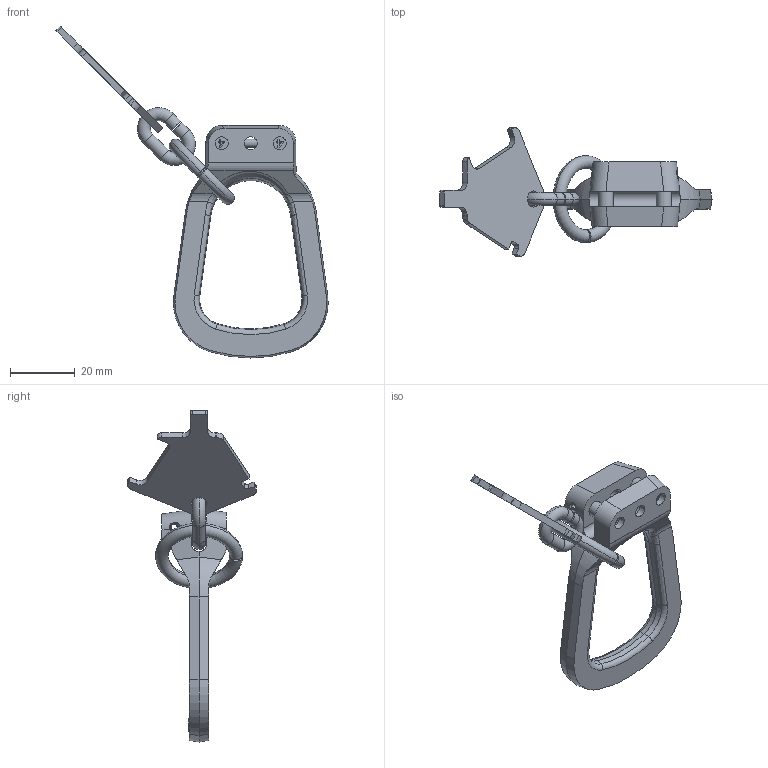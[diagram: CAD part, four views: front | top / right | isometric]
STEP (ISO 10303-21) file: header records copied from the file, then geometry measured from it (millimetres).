
FILE_DESCRIPTION((''),'2;1');
FILE_NAME('001-M31114-P-2_ASM','2004-06-04T',('jakubetz'),(''),'PRO/ENGINEER BY PARAMETRIC TECHNOLOGY CORPORATION, 2001400','PRO/ENGINEER BY PARAMETRIC TECHNOLOGY CORPORATION, 2001400','');
FILE_SCHEMA(('CONFIG_CONTROL_DESIGN'));
Length unit declared in the file: millimetre
Products named in the file (7): 001-M31111-P-1; 001-M31112-P-1; 001-M31110-P-1; 001-M31113-BA2; 001-M31047-V01; 001-M31048-V17; 001-M31114-P-2_ASM
Assembly tree (7 placements, depth 2):
  001-M31114-P-2_ASM
    001-M31111-P-1
    001-M31112-P-1
    001-M31110-P-1
    001-M31113-BA2
    001-M31047-V01  x2
    001-M31048-V17
Bounding box: 84.45 x 39.91 x 102.96 mm (x, y, z)
Volume: 15545 mm3; surface area: 11096.7 mm2
Topology: 7 solids, 7 shells, 396 faces, 1026 edges, 656 vertices
Faces by surface type: plane 260, cylinder 68, cone 44, bspline 12, torus 12
Entity records: 11743 total; most frequent: CARTESIAN_POINT 3460, ORIENTED_EDGE 1730, DIRECTION 1610, EDGE_CURVE 865, VECTOR 626, LINE 626, VERTEX_POINT 550, AXIS2_PLACEMENT_3D 492
